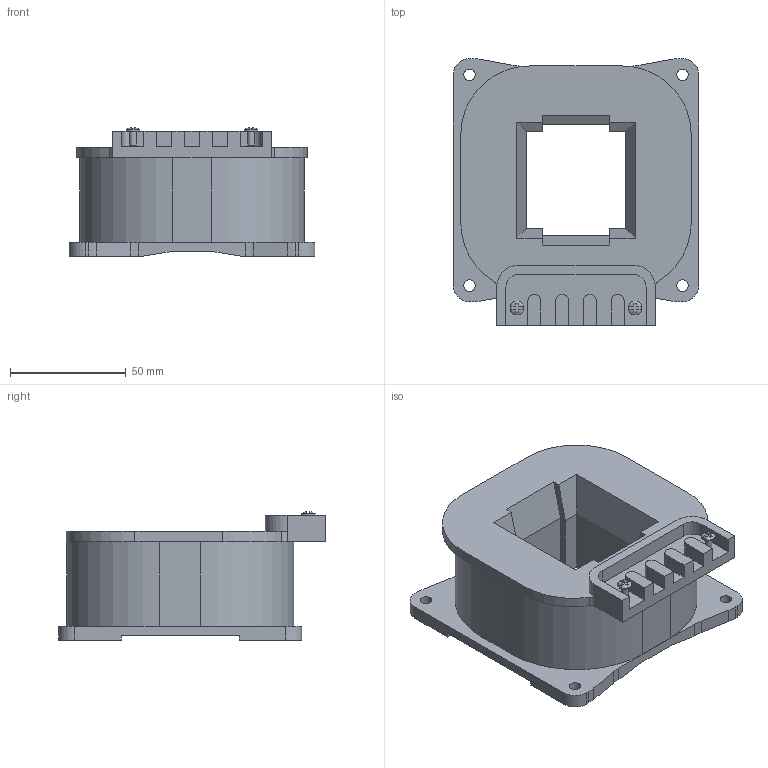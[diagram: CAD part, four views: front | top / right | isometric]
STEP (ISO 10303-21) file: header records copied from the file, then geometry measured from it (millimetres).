
FILE_DESCRIPTION (( 'STEP AP203' ), '1' );
FILE_NAME ('弅-6033-230.STEP', '2016-11-02T15:00:29', ( '' ), ( '' ), 'SwSTEP 2.0', 'SolidWorks 2016', '' );
FILE_SCHEMA (( 'CONFIG_CONTROL_DESIGN' ));
Length unit declared in the file: millimetre
Products named in the file (1): 弅-6033-230
Bounding box: 106 x 115.25 x 55.46 mm (x, y, z)
Volume: 265520 mm3; surface area: 82845.1 mm2
Topology: 4 solids, 4 shells, 202 faces, 534 edges, 348 vertices
Faces by surface type: plane 140, cylinder 58, bspline 4
Entity records: 6457 total; most frequent: CARTESIAN_POINT 1293, ORIENTED_EDGE 1068, DIRECTION 1036, EDGE_CURVE 534, LINE 390, VECTOR 390, VERTEX_POINT 348, AXIS2_PLACEMENT_3D 323
